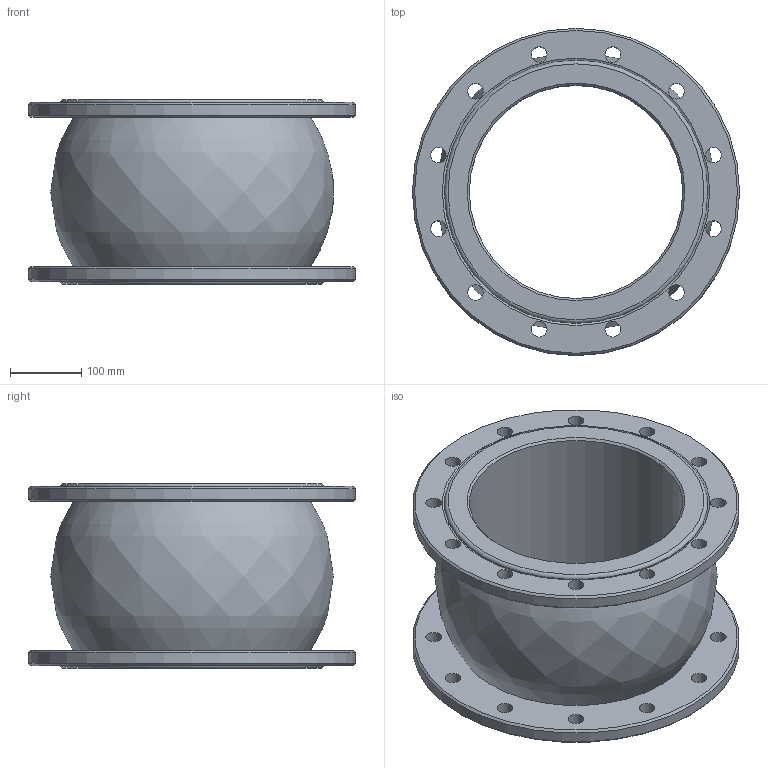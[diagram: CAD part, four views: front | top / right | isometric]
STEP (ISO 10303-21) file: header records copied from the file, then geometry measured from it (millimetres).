
FILE_DESCRIPTION(/* description */ (''),/* implementation_level */ '2;1');
FILE_NAME(/* name */ 'DN300_3D_STEP.stp',/* time_stamp */ '2025-08-15T12:18:03+03:00',/* author */ ('igorr'),/* organization */ (''),/* preprocessor_version */ 'ST-DEVELOPER v20',/* originating_system */ 'Autodesk Inventor 2025',/* authorisation */ '');
FILE_SCHEMA (('AUTOMOTIVE_DESIGN { 1 0 10303 214 3 1 1 }'));
Length unit declared in the file: millimetre
Products named in the file (1): Деталь1
Bounding box: 460 x 460 x 260 mm (x, y, z)
Volume: 12716956.9 mm3; surface area: 929777.1 mm2
Topology: 1 solids, 1 shells, 115 faces, 316 edges, 210 vertices
Faces by surface type: plane 43, bspline 34, cylinder 29, cone 7, torus 2
Full cylindrical faces by diameter (mm): 22 x24, 300 x1, 370 x2, 460 x2
Entity records: 4660 total; most frequent: CARTESIAN_POINT 1618, ORIENTED_EDGE 632, DIRECTION 512, EDGE_CURVE 316, VERTEX_POINT 210, AXIS2_PLACEMENT_3D 208, EDGE_LOOP 172, CIRCLE 126
